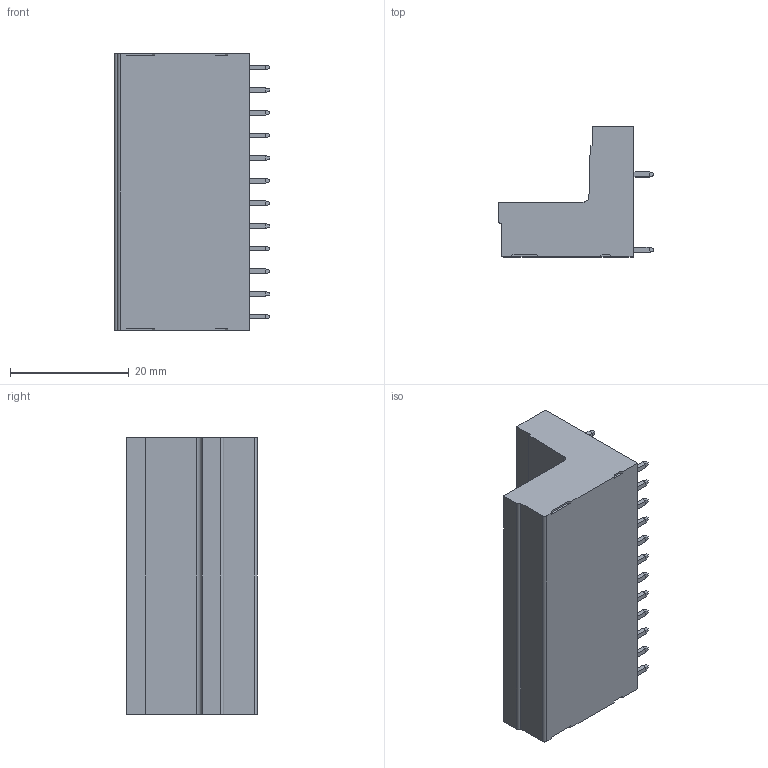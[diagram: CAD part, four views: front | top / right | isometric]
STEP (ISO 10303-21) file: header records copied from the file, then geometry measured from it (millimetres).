
FILE_DESCRIPTION((''),'2;1');
FILE_NAME('TLPHDC-105R-1','2024-09-23T16:04:29',('sheji109'),(''),'CREO PARAMETRIC BY PTC INC, 2018100','CREO PARAMETRIC BY PTC INC, 2018100','');
FILE_SCHEMA(('CONFIG_CONTROL_DESIGN'));
Products named in the file (1): TLPHDC-105R-1
Bounding box: 26.2 x 21.9 x 46.51 mm (x, y, z)
Volume: 10754.8 mm3; surface area: 11577.9 mm2
Topology: 1 solids, 1 shells, 2035 faces, 5552 edges, 3568 vertices
Faces by surface type: plane 1648, cylinder 351, cone 24, sphere 12
Entity records: 63463 total; most frequent: CARTESIAN_POINT 11674, ORIENTED_EDGE 11080, DIRECTION 10251, EDGE_CURVE 5540, VECTOR 4657, LINE 4657, VERTEX_POINT 3568, AXIS2_PLACEMENT_3D 2797
